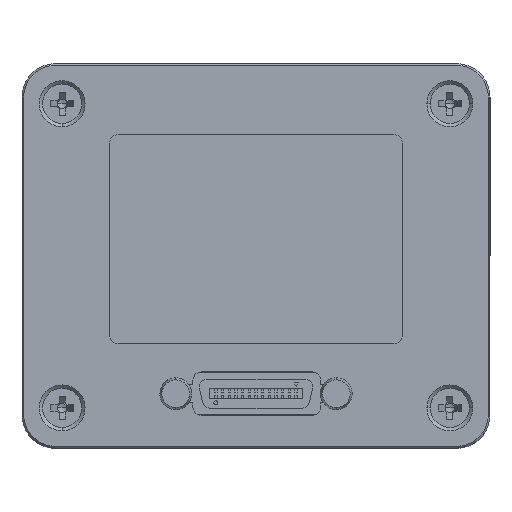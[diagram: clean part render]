
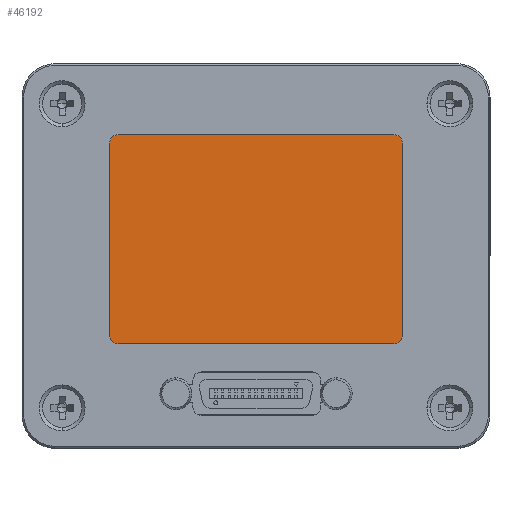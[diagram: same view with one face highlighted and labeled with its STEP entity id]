
A CAD part, top view. The second image highlights one B-rep face of the part: STEP entity #46192.
In plain terms, the highlighted planar face has unit normal (0, 0, 1).
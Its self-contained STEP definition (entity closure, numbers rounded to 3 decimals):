
#2110 = EDGE_CURVE ( 'NONE', #93164, #22464, #37834, .T. ) ;
#2844 = DIRECTION ( 'NONE',  ( 0., 0., 1. ) ) ;
#6214 = VERTEX_POINT ( 'NONE', #94057 ) ;
#8854 = CARTESIAN_POINT ( 'NONE',  ( 16.5, 13.5, 27.99 ) ) ;
#9528 = AXIS2_PLACEMENT_3D ( 'NONE', #83475, #34080, #91843 ) ;
#10228 = LINE ( 'NONE', #106972, #53966 ) ;
#10300 = VECTOR ( 'NONE', #42696, 1000. ) ;
#15355 = AXIS2_PLACEMENT_3D ( 'NONE', #52146, #2844, #60399 ) ;
#17100 = DIRECTION ( 'NONE',  ( 1., 0., 0. ) ) ;
#17515 = VECTOR ( 'NONE', #93596, 1000. ) ;
#18575 = VECTOR ( 'NONE', #56277, 1000. ) ;
#19963 = CARTESIAN_POINT ( 'NONE',  ( -16.5, -10.5, 27.99 ) ) ;
#20702 = FACE_OUTER_BOUND ( 'NONE', #50680, .T. ) ;
#22464 = VERTEX_POINT ( 'NONE', #55320 ) ;
#22539 = ORIENTED_EDGE ( 'NONE', *, *, #84640, .T. ) ;
#23897 = AXIS2_PLACEMENT_3D ( 'NONE', #39003, #96751, #47298 ) ;
#32823 = ORIENTED_EDGE ( 'NONE', *, *, #41232, .T. ) ;
#34080 = DIRECTION ( 'NONE',  ( 0., 0., 1. ) ) ;
#34178 = EDGE_CURVE ( 'NONE', #55286, #94557, #83280, .T. ) ;
#37834 = LINE ( 'NONE', #105725, #18575 ) ;
#38709 = CIRCLE ( 'NONE', #9528, 1. ) ;
#39003 = CARTESIAN_POINT ( 'NONE',  ( -16.5, -9.5, 27.99 ) ) ;
#40766 = VERTEX_POINT ( 'NONE', #69091 ) ;
#41232 = EDGE_CURVE ( 'NONE', #84405, #6214, #95404, .T. ) ;
#42696 = DIRECTION ( 'NONE',  ( 1., 0., 0. ) ) ;
#43499 = PLANE ( 'NONE',  #15355 ) ;
#44068 = CARTESIAN_POINT ( 'NONE',  ( -16.5, 14.5, 27.99 ) ) ;
#44077 = CARTESIAN_POINT ( 'NONE',  ( 16.5, 14.5, 27.99 ) ) ;
#44491 = VERTEX_POINT ( 'NONE', #65992 ) ;
#46192 = ADVANCED_FACE ( 'NONE', ( #20702 ), #43499, .T. ) ;
#47298 = DIRECTION ( 'NONE',  ( 1., 0., 0. ) ) ;
#48687 = DIRECTION ( 'NONE',  ( 0., 0., 1. ) ) ;
#50680 = EDGE_LOOP ( 'NONE', ( #22539, #87034, #95491, #32823, #82444, #66563, #80378, #53005 ) ) ;
#52146 = CARTESIAN_POINT ( 'NONE',  ( -16.5, -9.5, 27.99 ) ) ;
#52803 = AXIS2_PLACEMENT_3D ( 'NONE', #8854, #66417, #17100 ) ;
#53005 = ORIENTED_EDGE ( 'NONE', *, *, #34178, .T. ) ;
#53966 = VECTOR ( 'NONE', #90736, 1000. ) ;
#55286 = VERTEX_POINT ( 'NONE', #44077 ) ;
#55320 = CARTESIAN_POINT ( 'NONE',  ( -17.5, -9.5, 27.99 ) ) ;
#56277 = DIRECTION ( 'NONE',  ( 0., -1., 0. ) ) ;
#59408 = EDGE_CURVE ( 'NONE', #40766, #55286, #102323, .T. ) ;
#60141 = EDGE_CURVE ( 'NONE', #6214, #44491, #38709, .T. ) ;
#60399 = DIRECTION ( 'NONE',  ( 1., 0., 0. ) ) ;
#64839 = CARTESIAN_POINT ( 'NONE',  ( -17.5, 13.5, 27.99 ) ) ;
#65992 = CARTESIAN_POINT ( 'NONE',  ( 17.5, -9.5, 27.99 ) ) ;
#66417 = DIRECTION ( 'NONE',  ( 0., 0., 1. ) ) ;
#66563 = ORIENTED_EDGE ( 'NONE', *, *, #68043, .T. ) ;
#68043 = EDGE_CURVE ( 'NONE', #44491, #40766, #10228, .T. ) ;
#69091 = CARTESIAN_POINT ( 'NONE',  ( 17.5, 13.5, 27.99 ) ) ;
#70529 = CARTESIAN_POINT ( 'NONE',  ( -16.5, 14.5, 27.99 ) ) ;
#80378 = ORIENTED_EDGE ( 'NONE', *, *, #59408, .T. ) ;
#81118 = CIRCLE ( 'NONE', #93235, 1. ) ;
#82444 = ORIENTED_EDGE ( 'NONE', *, *, #60141, .T. ) ;
#83280 = LINE ( 'NONE', #44068, #17515 ) ;
#83475 = CARTESIAN_POINT ( 'NONE',  ( 16.5, -9.5, 27.99 ) ) ;
#84405 = VERTEX_POINT ( 'NONE', #19963 ) ;
#84640 = EDGE_CURVE ( 'NONE', #94557, #93164, #81118, .T. ) ;
#87034 = ORIENTED_EDGE ( 'NONE', *, *, #2110, .T. ) ;
#90736 = DIRECTION ( 'NONE',  ( 0., 1., 0. ) ) ;
#91843 = DIRECTION ( 'NONE',  ( 1., 0., 0. ) ) ;
#93164 = VERTEX_POINT ( 'NONE', #64839 ) ;
#93235 = AXIS2_PLACEMENT_3D ( 'NONE', #98126, #48687, #106481 ) ;
#93512 = CIRCLE ( 'NONE', #23897, 1. ) ;
#93596 = DIRECTION ( 'NONE',  ( -1., 0., 0. ) ) ;
#94057 = CARTESIAN_POINT ( 'NONE',  ( 16.5, -10.5, 27.99 ) ) ;
#94557 = VERTEX_POINT ( 'NONE', #70529 ) ;
#95404 = LINE ( 'NONE', #100434, #10300 ) ;
#95491 = ORIENTED_EDGE ( 'NONE', *, *, #101904, .T. ) ;
#96751 = DIRECTION ( 'NONE',  ( 0., 0., 1. ) ) ;
#98126 = CARTESIAN_POINT ( 'NONE',  ( -16.5, 13.5, 27.99 ) ) ;
#100434 = CARTESIAN_POINT ( 'NONE',  ( -16.5, -10.5, 27.99 ) ) ;
#101904 = EDGE_CURVE ( 'NONE', #22464, #84405, #93512, .T. ) ;
#102323 = CIRCLE ( 'NONE', #52803, 1. ) ;
#105725 = CARTESIAN_POINT ( 'NONE',  ( -17.5, 13.5, 27.99 ) ) ;
#106481 = DIRECTION ( 'NONE',  ( 1., 0., 0. ) ) ;
#106972 = CARTESIAN_POINT ( 'NONE',  ( 17.5, 13.5, 27.99 ) ) ;
